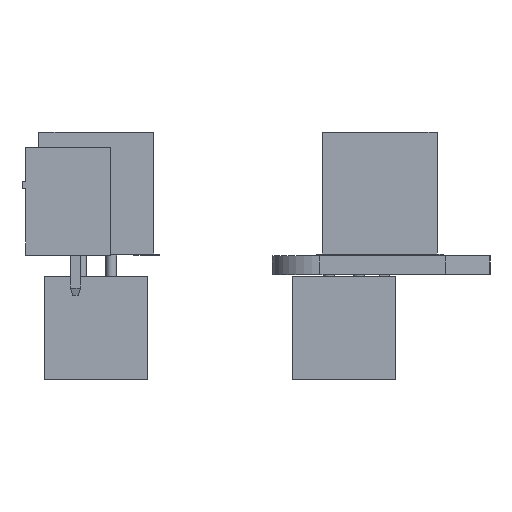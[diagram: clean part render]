
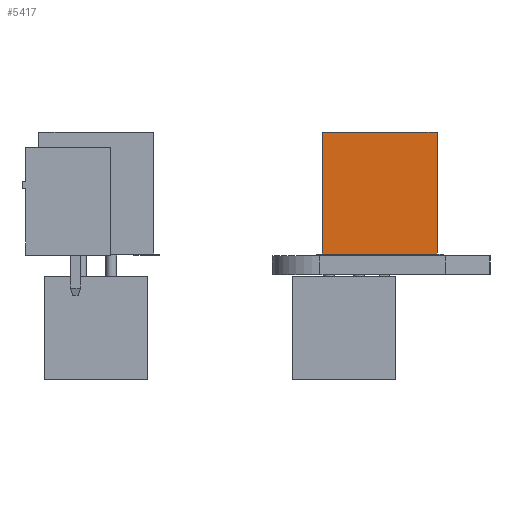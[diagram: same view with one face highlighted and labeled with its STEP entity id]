
A CAD part, left-side view. The second image highlights one B-rep face of the part: STEP entity #5417.
In plain terms, the highlighted planar face has unit normal (-1, 0, 0).
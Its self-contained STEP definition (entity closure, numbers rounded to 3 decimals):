
#5154 = EDGE_CURVE('',#5155,#5157,#5159,.T.);
#5155 = VERTEX_POINT('',#5156);
#5156 = CARTESIAN_POINT('',(-3.63,4.89,0.1));
#5157 = VERTEX_POINT('',#5158);
#5158 = CARTESIAN_POINT('',(-3.63,4.89,10.46));
#5159 = SURFACE_CURVE('',#5160,(#5164,#5176),.PCURVE_S1.);
#5160 = LINE('',#5161,#5162);
#5161 = CARTESIAN_POINT('',(-3.63,4.89,0.1));
#5162 = VECTOR('',#5163,1.);
#5163 = DIRECTION('',(0.,0.,1.));
#5164 = PCURVE('',#5165,#5170);
#5165 = PLANE('',#5166);
#5166 = AXIS2_PLACEMENT_3D('',#5167,#5168,#5169);
#5167 = CARTESIAN_POINT('',(-3.63,4.89,0.1));
#5168 = DIRECTION('',(0.,1.,0.));
#5169 = DIRECTION('',(1.,0.,0.));
#5170 = DEFINITIONAL_REPRESENTATION('',(#5171),#5175);
#5171 = LINE('',#5172,#5173);
#5172 = CARTESIAN_POINT('',(0.,0.));
#5173 = VECTOR('',#5174,1.);
#5174 = DIRECTION('',(0.,-1.));
#5175 = ( GEOMETRIC_REPRESENTATION_CONTEXT(2) 
PARAMETRIC_REPRESENTATION_CONTEXT() REPRESENTATION_CONTEXT('2D SPACE',''
  ) );
#5176 = PCURVE('',#5177,#5182);
#5177 = PLANE('',#5178);
#5178 = AXIS2_PLACEMENT_3D('',#5179,#5180,#5181);
#5179 = CARTESIAN_POINT('',(-3.63,-4.89,0.1));
#5180 = DIRECTION('',(-1.,0.,0.));
#5181 = DIRECTION('',(0.,1.,0.));
#5182 = DEFINITIONAL_REPRESENTATION('',(#5183),#5187);
#5183 = LINE('',#5184,#5185);
#5184 = CARTESIAN_POINT('',(9.78,0.));
#5185 = VECTOR('',#5186,1.);
#5186 = DIRECTION('',(0.,-1.));
#5187 = ( GEOMETRIC_REPRESENTATION_CONTEXT(2) 
PARAMETRIC_REPRESENTATION_CONTEXT() REPRESENTATION_CONTEXT('2D SPACE',''
  ) );
#5205 = PLANE('',#5206);
#5206 = AXIS2_PLACEMENT_3D('',#5207,#5208,#5209);
#5207 = CARTESIAN_POINT('',(0.,0.,10.46));
#5208 = DIRECTION('',(-0.,0.,-1.));
#5209 = DIRECTION('',(0.,-1.,0.));
#5259 = PLANE('',#5260);
#5260 = AXIS2_PLACEMENT_3D('',#5261,#5262,#5263);
#5261 = CARTESIAN_POINT('',(0.,0.,0.1));
#5262 = DIRECTION('',(-0.,0.,-1.));
#5263 = DIRECTION('',(0.,-1.,0.));
#5314 = PLANE('',#5315);
#5315 = AXIS2_PLACEMENT_3D('',#5316,#5317,#5318);
#5316 = CARTESIAN_POINT('',(3.63,-4.89,0.1));
#5317 = DIRECTION('',(0.,-1.,0.));
#5318 = DIRECTION('',(-1.,0.,0.));
#5352 = VERTEX_POINT('',#5353);
#5353 = CARTESIAN_POINT('',(-3.63,-4.89,10.46));
#5374 = EDGE_CURVE('',#5375,#5352,#5377,.T.);
#5375 = VERTEX_POINT('',#5376);
#5376 = CARTESIAN_POINT('',(-3.63,-4.89,0.1));
#5377 = SURFACE_CURVE('',#5378,(#5382,#5389),.PCURVE_S1.);
#5378 = LINE('',#5379,#5380);
#5379 = CARTESIAN_POINT('',(-3.63,-4.89,0.1));
#5380 = VECTOR('',#5381,1.);
#5381 = DIRECTION('',(0.,0.,1.));
#5382 = PCURVE('',#5314,#5383);
#5383 = DEFINITIONAL_REPRESENTATION('',(#5384),#5388);
#5384 = LINE('',#5385,#5386);
#5385 = CARTESIAN_POINT('',(7.26,0.));
#5386 = VECTOR('',#5387,1.);
#5387 = DIRECTION('',(0.,-1.));
#5388 = ( GEOMETRIC_REPRESENTATION_CONTEXT(2) 
PARAMETRIC_REPRESENTATION_CONTEXT() REPRESENTATION_CONTEXT('2D SPACE',''
  ) );
#5389 = PCURVE('',#5177,#5390);
#5390 = DEFINITIONAL_REPRESENTATION('',(#5391),#5395);
#5391 = LINE('',#5392,#5393);
#5392 = CARTESIAN_POINT('',(0.,0.));
#5393 = VECTOR('',#5394,1.);
#5394 = DIRECTION('',(0.,-1.));
#5395 = ( GEOMETRIC_REPRESENTATION_CONTEXT(2) 
PARAMETRIC_REPRESENTATION_CONTEXT() REPRESENTATION_CONTEXT('2D SPACE',''
  ) );
#5417 = ADVANCED_FACE('',(#5418),#5177,.T.);
#5418 = FACE_BOUND('',#5419,.T.);
#5419 = EDGE_LOOP('',(#5420,#5421,#5442,#5443));
#5420 = ORIENTED_EDGE('',*,*,#5374,.T.);
#5421 = ORIENTED_EDGE('',*,*,#5422,.T.);
#5422 = EDGE_CURVE('',#5352,#5157,#5423,.T.);
#5423 = SURFACE_CURVE('',#5424,(#5428,#5435),.PCURVE_S1.);
#5424 = LINE('',#5425,#5426);
#5425 = CARTESIAN_POINT('',(-3.63,-4.89,10.46));
#5426 = VECTOR('',#5427,1.);
#5427 = DIRECTION('',(0.,1.,0.));
#5428 = PCURVE('',#5177,#5429);
#5429 = DEFINITIONAL_REPRESENTATION('',(#5430),#5434);
#5430 = LINE('',#5431,#5432);
#5431 = CARTESIAN_POINT('',(0.,-10.36));
#5432 = VECTOR('',#5433,1.);
#5433 = DIRECTION('',(1.,0.));
#5434 = ( GEOMETRIC_REPRESENTATION_CONTEXT(2) 
PARAMETRIC_REPRESENTATION_CONTEXT() REPRESENTATION_CONTEXT('2D SPACE',''
  ) );
#5435 = PCURVE('',#5205,#5436);
#5436 = DEFINITIONAL_REPRESENTATION('',(#5437),#5441);
#5437 = LINE('',#5438,#5439);
#5438 = CARTESIAN_POINT('',(4.89,3.63));
#5439 = VECTOR('',#5440,1.);
#5440 = DIRECTION('',(-1.,0.));
#5441 = ( GEOMETRIC_REPRESENTATION_CONTEXT(2) 
PARAMETRIC_REPRESENTATION_CONTEXT() REPRESENTATION_CONTEXT('2D SPACE',''
  ) );
#5442 = ORIENTED_EDGE('',*,*,#5154,.F.);
#5443 = ORIENTED_EDGE('',*,*,#5444,.F.);
#5444 = EDGE_CURVE('',#5375,#5155,#5445,.T.);
#5445 = SURFACE_CURVE('',#5446,(#5450,#5457),.PCURVE_S1.);
#5446 = LINE('',#5447,#5448);
#5447 = CARTESIAN_POINT('',(-3.63,-4.89,0.1));
#5448 = VECTOR('',#5449,1.);
#5449 = DIRECTION('',(0.,1.,0.));
#5450 = PCURVE('',#5177,#5451);
#5451 = DEFINITIONAL_REPRESENTATION('',(#5452),#5456);
#5452 = LINE('',#5453,#5454);
#5453 = CARTESIAN_POINT('',(0.,0.));
#5454 = VECTOR('',#5455,1.);
#5455 = DIRECTION('',(1.,0.));
#5456 = ( GEOMETRIC_REPRESENTATION_CONTEXT(2) 
PARAMETRIC_REPRESENTATION_CONTEXT() REPRESENTATION_CONTEXT('2D SPACE',''
  ) );
#5457 = PCURVE('',#5259,#5458);
#5458 = DEFINITIONAL_REPRESENTATION('',(#5459),#5463);
#5459 = LINE('',#5460,#5461);
#5460 = CARTESIAN_POINT('',(4.89,3.63));
#5461 = VECTOR('',#5462,1.);
#5462 = DIRECTION('',(-1.,0.));
#5463 = ( GEOMETRIC_REPRESENTATION_CONTEXT(2) 
PARAMETRIC_REPRESENTATION_CONTEXT() REPRESENTATION_CONTEXT('2D SPACE',''
  ) );
